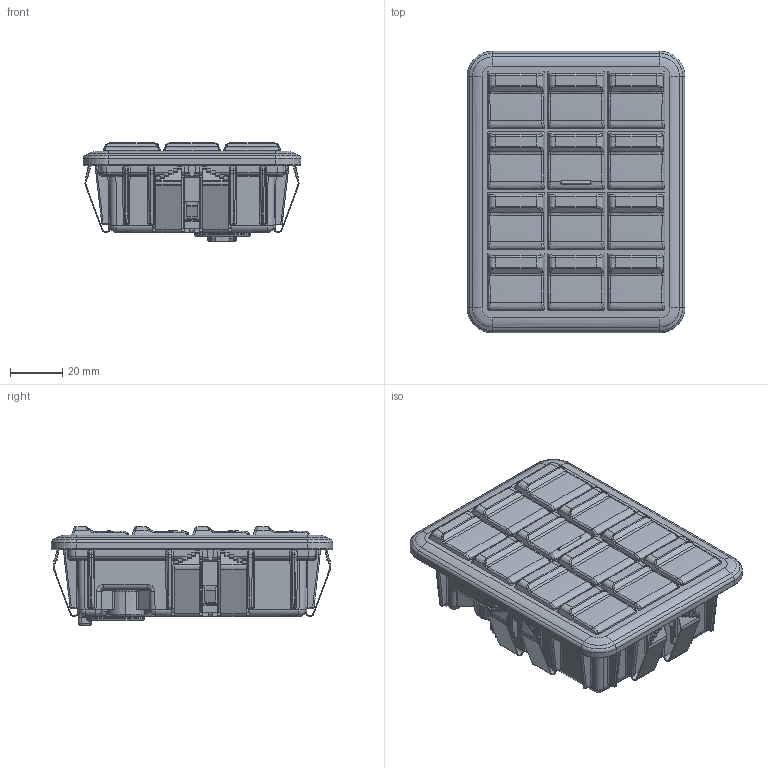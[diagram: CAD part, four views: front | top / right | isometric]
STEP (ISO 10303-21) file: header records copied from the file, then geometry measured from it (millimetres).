
FILE_DESCRIPTION((''),'2;1');
FILE_NAME('3KX12-G2-4RXXX_REV2_SW','2017-11-10T',('vlisnic'),(''),'PRO/ENGINEER BY PARAMETRIC TECHNOLOGY CORPORATION, 2016100','PRO/ENGINEER BY PARAMETRIC TECHNOLOGY CORPORATION, 2016100','');
FILE_SCHEMA(('CONFIG_CONTROL_DESIGN'));
Products named in the file (1): 3KX12-G2-4RXXX_REV2_SW
Bounding box: 83.23 x 107.48 x 37.59 mm (x, y, z)
Volume: 190015.6 mm3; surface area: 50256.5 mm2
Topology: 1 solids, 1 shells, 3073 faces, 7966 edges, 4930 vertices
Faces by surface type: plane 1497, cylinder 878, bspline 378, extrusion 108, sphere 96, torus 72, cone 36, revolution 8
Entity records: 136767 total; most frequent: CARTESIAN_POINT 64460, ORIENTED_EDGE 15908, DIRECTION 13818, EDGE_CURVE 7954, VECTOR 5180, LINE 5072, VERTEX_POINT 4930, AXIS2_PLACEMENT_3D 4315
